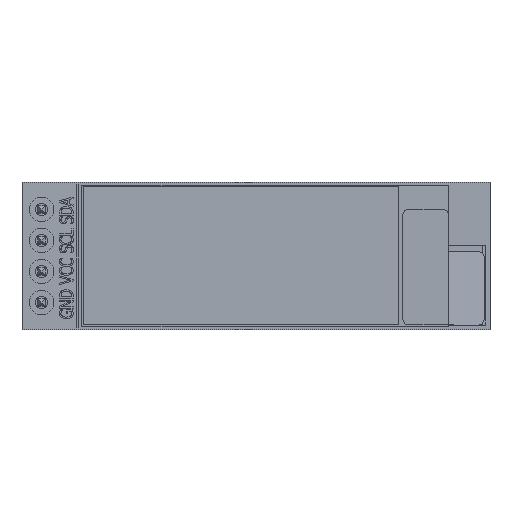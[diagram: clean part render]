
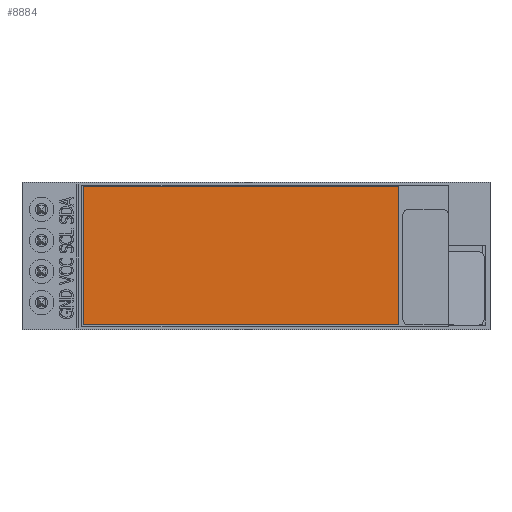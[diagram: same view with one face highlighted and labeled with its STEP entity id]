
A CAD part, top view. The second image highlights one B-rep face of the part: STEP entity #8884.
In plain terms, the highlighted planar face has unit normal (0, 0, 1).
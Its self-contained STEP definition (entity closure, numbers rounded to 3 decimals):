
#8775 = VERTEX_POINT('',#8776);
#8776 = CARTESIAN_POINT('',(11.7,5.65,12.67));
#8782 = EDGE_CURVE('',#8783,#8775,#8785,.T.);
#8783 = VERTEX_POINT('',#8784);
#8784 = CARTESIAN_POINT('',(11.7,-5.65,12.67));
#8785 = LINE('',#8786,#8787);
#8786 = CARTESIAN_POINT('',(11.7,5.65,12.67));
#8787 = VECTOR('',#8788,1.);
#8788 = DIRECTION('',(0.,1.,0.));
#8813 = EDGE_CURVE('',#8814,#8783,#8816,.T.);
#8814 = VERTEX_POINT('',#8815);
#8815 = CARTESIAN_POINT('',(-14.1,-5.65,12.67));
#8816 = LINE('',#8817,#8818);
#8817 = CARTESIAN_POINT('',(11.7,-5.65,12.67));
#8818 = VECTOR('',#8819,1.);
#8819 = DIRECTION('',(1.,0.,0.));
#8844 = EDGE_CURVE('',#8845,#8814,#8847,.T.);
#8845 = VERTEX_POINT('',#8846);
#8846 = CARTESIAN_POINT('',(-14.1,5.65,12.67));
#8847 = LINE('',#8848,#8849);
#8848 = CARTESIAN_POINT('',(-14.1,-5.65,12.67));
#8849 = VECTOR('',#8850,1.);
#8850 = DIRECTION('',(0.,-1.,0.));
#8873 = EDGE_CURVE('',#8775,#8845,#8874,.T.);
#8874 = LINE('',#8875,#8876);
#8875 = CARTESIAN_POINT('',(-14.1,5.65,12.67));
#8876 = VECTOR('',#8877,1.);
#8877 = DIRECTION('',(-1.,0.,0.));
#8884 = ADVANCED_FACE('',(#8885),#8891,.T.);
#8885 = FACE_BOUND('',#8886,.T.);
#8886 = EDGE_LOOP('',(#8887,#8888,#8889,#8890));
#8887 = ORIENTED_EDGE('',*,*,#8873,.T.);
#8888 = ORIENTED_EDGE('',*,*,#8844,.T.);
#8889 = ORIENTED_EDGE('',*,*,#8813,.T.);
#8890 = ORIENTED_EDGE('',*,*,#8782,.T.);
#8891 = PLANE('',#8892);
#8892 = AXIS2_PLACEMENT_3D('',#8893,#8894,#8895);
#8893 = CARTESIAN_POINT('',(-1.2,0.,12.67));
#8894 = DIRECTION('',(0.,0.,1.));
#8895 = DIRECTION('',(1.,0.,-0.));
